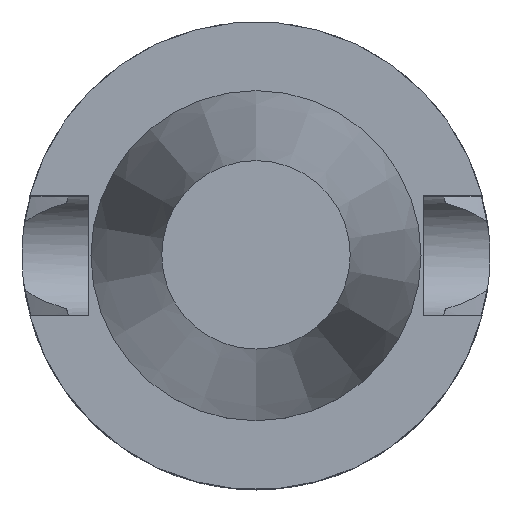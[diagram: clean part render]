
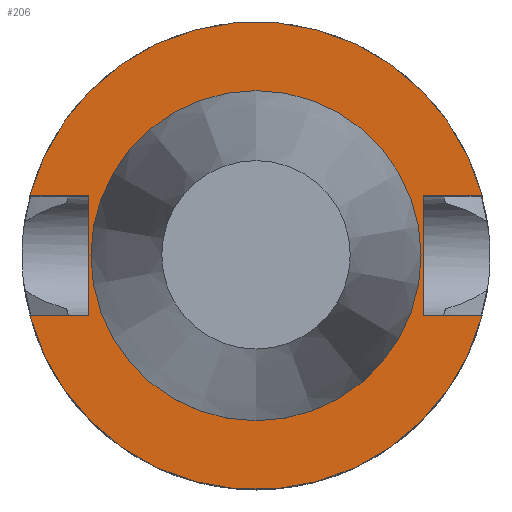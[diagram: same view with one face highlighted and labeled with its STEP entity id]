
A CAD part, top view. The second image highlights one B-rep face of the part: STEP entity #206.
In plain terms, the highlighted planar face has unit normal (0, 0, 1).
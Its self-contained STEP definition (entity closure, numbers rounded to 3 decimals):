
#129=EDGE_CURVE('240[2]',#341,#364,#365,.T.);
#151=EDGE_CURVE('240[2]',#397,#398,#399,.T.);
#179=EDGE_CURVE('240[2]',#446,#446,#447,.T.);
#187=EDGE_CURVE('240[2]',#457,#398,#458,.T.);
#206=ADVANCED_FACE('240[2]',(#481,#482),#483,.T.);
#208=EDGE_CURVE('240[2]',#485,#367,#486,.T.);
#224=EDGE_CURVE('240[2]',#397,#509,#510,.T.);
#277=EDGE_CURVE('240[2]',#341,#367,#573,.T.);
#279=EDGE_CURVE('240[2]',#509,#485,#575,.T.);
#307=EDGE_CURVE('240[2]',#364,#457,#611,.T.);
#341=VERTEX_POINT('',#642);
#364=VERTEX_POINT('',#673);
#365=LINE('',#674,#675);
#367=VERTEX_POINT('',#678);
#397=VERTEX_POINT('',#782);
#398=VERTEX_POINT('',#783);
#399=CIRCLE('',#784,31.5);
#446=VERTEX_POINT('',#883);
#447=CIRCLE('',#884,22.225);
#457=VERTEX_POINT('',#908);
#458=LINE('',#909,#910);
#481=FACE_OUTER_BOUND('',#977,.T.);
#482=FACE_BOUND('',#978,.T.);
#483=PLANE('',#979);
#485=VERTEX_POINT('',#982);
#486=LINE('',#983,#984);
#509=VERTEX_POINT('',#1022);
#510=LINE('',#1023,#1024);
#573=CIRCLE('',#1161,31.5);
#575=LINE('',#1164,#1165);
#611=LINE('',#1279,#1280);
#642=CARTESIAN_POINT('',(-30.454,8.05,-2.0));
#673=CARTESIAN_POINT('',(-22.5,8.05,-2.0));
#674=CARTESIAN_POINT('',(-11.25,8.05,-2.0));
#675=VECTOR('',#1342,1.0);
#678=CARTESIAN_POINT('',(30.454,8.05,-2.0));
#782=CARTESIAN_POINT('',(30.454,-8.05,-2.0));
#783=CARTESIAN_POINT('',(-30.454,-8.05,-2.0));
#784=AXIS2_PLACEMENT_3D('',#1379,#1380,#1381);
#883=CARTESIAN_POINT('',(0.,22.225,-2.0));
#884=AXIS2_PLACEMENT_3D('',#1411,#1412,#1413);
#908=CARTESIAN_POINT('',(-22.5,-8.05,-2.0));
#909=CARTESIAN_POINT('',(-11.25,-8.05,-2.0));
#910=VECTOR('',#1418,1.0);
#977=EDGE_LOOP('',(#1435,#1436,#1437,#1438,#1439,#1440,#1441,#1442));
#978=EDGE_LOOP('',(#1443));
#979=AXIS2_PLACEMENT_3D('',#1444,#1445,#1446);
#982=CARTESIAN_POINT('',(22.5,8.05,-2.0));
#983=CARTESIAN_POINT('',(11.25,8.05,-2.0));
#984=VECTOR('',#1447,1.0);
#1022=CARTESIAN_POINT('',(22.5,-8.05,-2.0));
#1023=CARTESIAN_POINT('',(11.25,-8.05,-2.0));
#1024=VECTOR('',#1479,1.0);
#1161=AXIS2_PLACEMENT_3D('',#1556,#1557,#1558);
#1164=CARTESIAN_POINT('',(22.5,13.431,-2.0));
#1165=VECTOR('',#1559,1.0);
#1279=CARTESIAN_POINT('',(-22.5,13.431,-2.0));
#1280=VECTOR('',#1610,1.0);
#1342=DIRECTION('',(1.0,0.,0.));
#1379=CARTESIAN_POINT('',(0.,0.,-2.0));
#1380=DIRECTION('',(0.,0.,-1.0));
#1381=DIRECTION('',(0.,1.0,0.));
#1411=CARTESIAN_POINT('',(0.,0.,-2.0));
#1412=DIRECTION('',(0.,0.,-1.0));
#1413=DIRECTION('',(0.,1.0,0.));
#1418=DIRECTION('',(-1.0,0.,0.));
#1435=ORIENTED_EDGE('',*,*,#187,.T.);
#1436=ORIENTED_EDGE('',*,*,#151,.F.);
#1437=ORIENTED_EDGE('',*,*,#224,.T.);
#1438=ORIENTED_EDGE('',*,*,#279,.T.);
#1439=ORIENTED_EDGE('',*,*,#208,.T.);
#1440=ORIENTED_EDGE('',*,*,#277,.F.);
#1441=ORIENTED_EDGE('',*,*,#129,.T.);
#1442=ORIENTED_EDGE('',*,*,#307,.T.);
#1443=ORIENTED_EDGE('',*,*,#179,.T.);
#1444=CARTESIAN_POINT('',(0.,26.863,-2.0));
#1445=DIRECTION('',(0.,0.,1.0));
#1446=DIRECTION('',(1.0,0.,0.0));
#1447=DIRECTION('',(1.0,0.,0.));
#1479=DIRECTION('',(-1.0,0.,0.));
#1556=CARTESIAN_POINT('',(0.,0.,-2.0));
#1557=DIRECTION('',(0.,0.,-1.0));
#1558=DIRECTION('',(0.,1.0,0.));
#1559=DIRECTION('',(0.,1.0,0.));
#1610=DIRECTION('',(0.,-1.0,0.));
